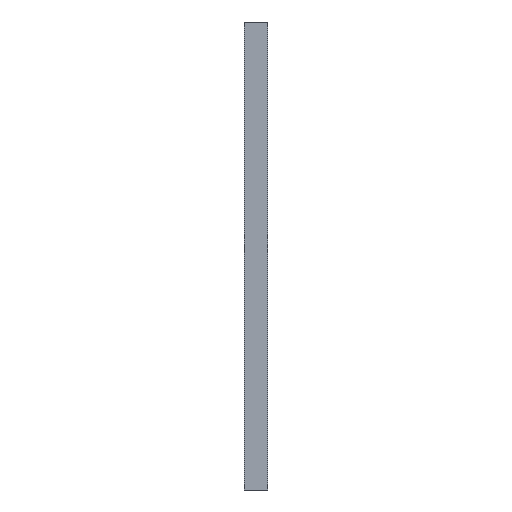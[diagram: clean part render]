
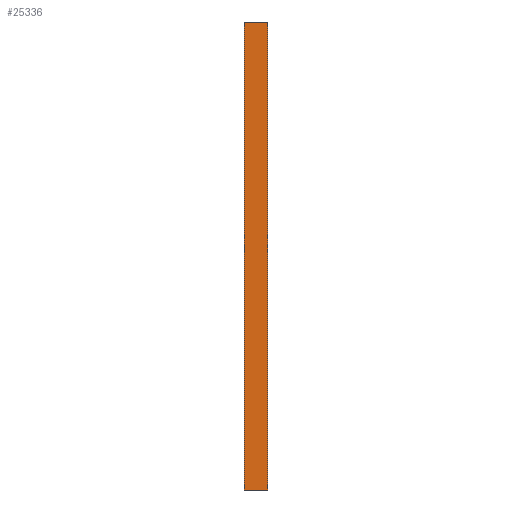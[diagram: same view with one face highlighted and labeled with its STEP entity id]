
A CAD part, left-side view. The second image highlights one B-rep face of the part: STEP entity #25336.
In plain terms, the highlighted planar face has unit normal (-1, 0, 0).
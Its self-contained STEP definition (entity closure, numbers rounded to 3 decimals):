
#5=DIRECTION('',(0.,0.,1.));
#6=VECTOR('',#5,400.);
#7=CARTESIAN_POINT('',(-250.,0.,-200.));
#8=LINE('',#7,#6);
#6025=DIRECTION('',(0.,1.,0.));
#6026=VECTOR('',#6025,20.);
#6027=CARTESIAN_POINT('',(-250.,0.,200.));
#6028=LINE('',#6027,#6026);
#6029=DIRECTION('',(0.,1.,0.));
#6030=VECTOR('',#6029,20.);
#6031=CARTESIAN_POINT('',(-250.,0.,-200.));
#6032=LINE('',#6031,#6030);
#6045=DIRECTION('',(0.,0.,1.));
#6046=VECTOR('',#6045,400.);
#6047=CARTESIAN_POINT('',(-250.,20.,-200.));
#6048=LINE('',#6047,#6046);
#16850=CARTESIAN_POINT('',(-250.,0.,-200.));
#16852=VERTEX_POINT('',#16850);
#16853=CARTESIAN_POINT('',(-250.,0.,200.));
#16854=VERTEX_POINT('',#16853);
#16858=CARTESIAN_POINT('',(-250.,20.,-200.));
#16860=VERTEX_POINT('',#16858);
#16861=CARTESIAN_POINT('',(-250.,20.,200.));
#16862=VERTEX_POINT('',#16861);
#25324=CARTESIAN_POINT('',(-250.,0.,-200.));
#25325=DIRECTION('',(-1.,0.,0.));
#25326=DIRECTION('',(0.,0.,1.));
#25327=AXIS2_PLACEMENT_3D('',#25324,#25325,#25326);
#25328=PLANE('',#25327);
#25329=ORIENTED_EDGE('',*,*,#21672,.F.);
#25330=ORIENTED_EDGE('',*,*,#25291,.T.);
#25332=ORIENTED_EDGE('',*,*,#25331,.T.);
#25333=ORIENTED_EDGE('',*,*,#25316,.F.);
#25334=EDGE_LOOP('',(#25329,#25330,#25332,#25333));
#25335=FACE_OUTER_BOUND('',#25334,.F.);
#25336=ADVANCED_FACE('',(#25335),#25328,.T.);
#21672=EDGE_CURVE('',#16852,#16854,#8,.T.);
#25291=EDGE_CURVE('',#16852,#16860,#6032,.T.);
#25316=EDGE_CURVE('',#16854,#16862,#6028,.T.);
#25331=EDGE_CURVE('',#16860,#16862,#6048,.T.);
